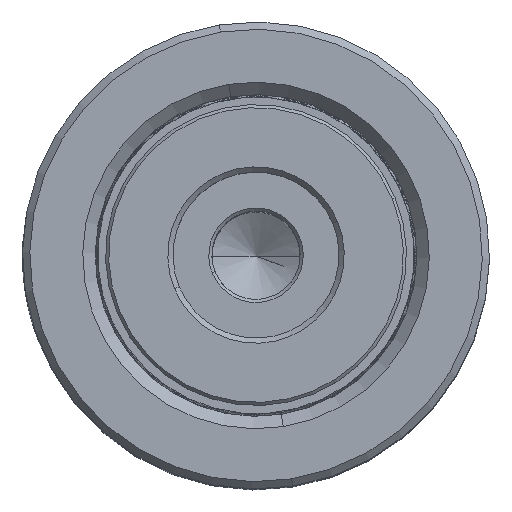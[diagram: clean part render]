
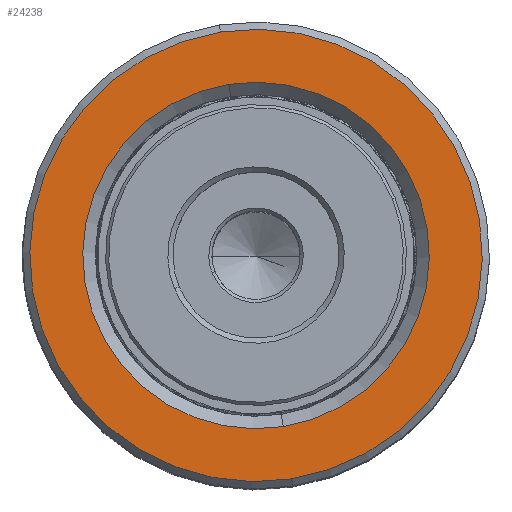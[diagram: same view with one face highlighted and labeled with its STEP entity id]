
A CAD part, top view. The second image highlights one B-rep face of the part: STEP entity #24238.
In plain terms, the highlighted planar face has unit normal (0, 0, 1).
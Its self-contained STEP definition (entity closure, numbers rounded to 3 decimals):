
#1371 = DIRECTION ( 'NONE',  ( 0., 0., -1. ) ) ;
#3469 = DIRECTION ( 'NONE',  ( 0., 0., 1. ) ) ;
#4042 = EDGE_CURVE ( 'NONE', #39187, #28217, #11976, .T. ) ;
#4236 = CARTESIAN_POINT ( 'NONE',  ( 16.7, 0., 60. ) ) ;
#5841 = CIRCLE ( 'NONE', #29724, 21.8 ) ;
#6602 = EDGE_CURVE ( 'NONE', #25482, #18080, #35794, .T. ) ;
#6693 = ORIENTED_EDGE ( 'NONE', *, *, #20701, .T. ) ;
#7528 = ORIENTED_EDGE ( 'NONE', *, *, #33461, .T. ) ;
#10946 = AXIS2_PLACEMENT_3D ( 'NONE', #42129, #3469, #11156 ) ;
#11156 = DIRECTION ( 'NONE',  ( 1., 0., 0. ) ) ;
#11976 = CIRCLE ( 'NONE', #18028, 16.7 ) ;
#12084 = DIRECTION ( 'NONE',  ( 1., 0., 0. ) ) ;
#12617 = DIRECTION ( 'NONE',  ( 1., 0., 0. ) ) ;
#13084 = CARTESIAN_POINT ( 'NONE',  ( -16.7, 0., 60. ) ) ;
#16167 = DIRECTION ( 'NONE',  ( 0., 0., 1. ) ) ;
#18028 = AXIS2_PLACEMENT_3D ( 'NONE', #24491, #1371, #28907 ) ;
#18080 = VERTEX_POINT ( 'NONE', #26710 ) ;
#19776 = CARTESIAN_POINT ( 'NONE',  ( 0., 0., 60. ) ) ;
#20701 = EDGE_CURVE ( 'NONE', #28217, #39187, #33119, .T. ) ;
#22221 = DIRECTION ( 'NONE',  ( 0., 0., -1. ) ) ;
#24220 = CARTESIAN_POINT ( 'NONE',  ( -21.8, 0., 60. ) ) ;
#24238 = ADVANCED_FACE ( 'NONE', ( #47712, #45226 ), #50531, .T. ) ;
#24436 = ORIENTED_EDGE ( 'NONE', *, *, #6602, .T. ) ;
#24491 = CARTESIAN_POINT ( 'NONE',  ( 0., 0., 60. ) ) ;
#25482 = VERTEX_POINT ( 'NONE', #24220 ) ;
#25791 = DIRECTION ( 'NONE',  ( 1., 0., 0. ) ) ;
#25959 = CARTESIAN_POINT ( 'NONE',  ( 0., 0., 60. ) ) ;
#26061 = EDGE_LOOP ( 'NONE', ( #24436, #7528 ) ) ;
#26710 = CARTESIAN_POINT ( 'NONE',  ( 21.8, 0., 60. ) ) ;
#28217 = VERTEX_POINT ( 'NONE', #4236 ) ;
#28907 = DIRECTION ( 'NONE',  ( 1., 0., 0. ) ) ;
#29724 = AXIS2_PLACEMENT_3D ( 'NONE', #32100, #32274, #12617 ) ;
#32100 = CARTESIAN_POINT ( 'NONE',  ( 0., 0., 60. ) ) ;
#32274 = DIRECTION ( 'NONE',  ( 0., 0., 1. ) ) ;
#33119 = CIRCLE ( 'NONE', #47598, 16.7 ) ;
#33461 = EDGE_CURVE ( 'NONE', #18080, #25482, #5841, .T. ) ;
#34783 = ORIENTED_EDGE ( 'NONE', *, *, #4042, .T. ) ;
#35794 = CIRCLE ( 'NONE', #41369, 21.8 ) ;
#36174 = EDGE_LOOP ( 'NONE', ( #6693, #34783 ) ) ;
#39187 = VERTEX_POINT ( 'NONE', #13084 ) ;
#41369 = AXIS2_PLACEMENT_3D ( 'NONE', #19776, #16167, #12084 ) ;
#42129 = CARTESIAN_POINT ( 'NONE',  ( 0., 0., 60. ) ) ;
#45226 = FACE_BOUND ( 'NONE', #36174, .T. ) ;
#47598 = AXIS2_PLACEMENT_3D ( 'NONE', #25959, #22221, #25791 ) ;
#47712 = FACE_OUTER_BOUND ( 'NONE', #26061, .T. ) ;
#50531 = PLANE ( 'NONE',  #10946 ) ;
